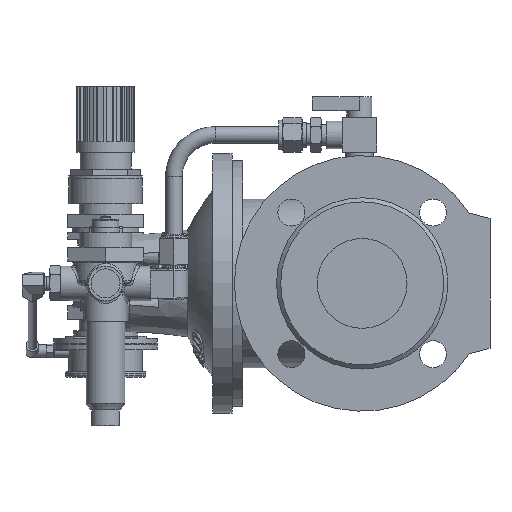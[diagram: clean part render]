
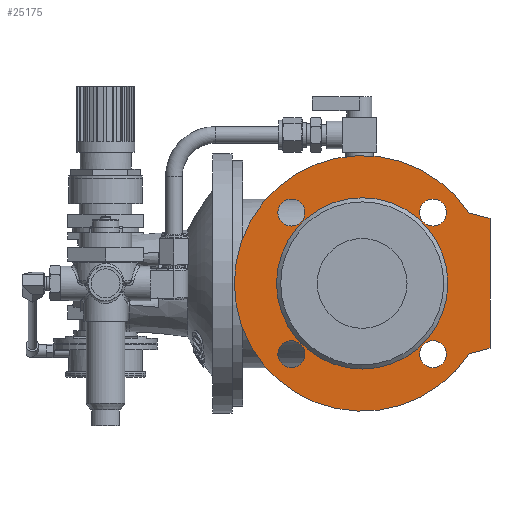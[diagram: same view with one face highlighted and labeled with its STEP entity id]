
A CAD part, left-side view. The second image highlights one B-rep face of the part: STEP entity #25175.
In plain terms, the highlighted planar face has unit normal (-1, 0, 0).
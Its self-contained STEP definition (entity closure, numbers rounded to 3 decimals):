
#2087 = VERTEX_POINT ( 'NONE', #6468 ) ;
#2088 = VERTEX_POINT ( 'NONE', #6469 ) ;
#2089 = VERTEX_POINT ( 'NONE', #6470 ) ;
#2090 = VERTEX_POINT ( 'NONE', #6471 ) ;
#2091 = VERTEX_POINT ( 'NONE', #6472 ) ;
#5785 = CARTESIAN_POINT ( 'NONE',  ( -142., -77.084, -51.131 ) ) ;
#5790 = CARTESIAN_POINT ( 'NONE',  ( -142., -77.084, 51.131 ) ) ;
#5795 = CARTESIAN_POINT ( 'NONE',  ( -142., -92.5, 47. ) ) ;
#5797 = CARTESIAN_POINT ( 'NONE',  ( -142., -92.5, -47. ) ) ;
#6468 = CARTESIAN_POINT ( 'NONE',  ( -142., 61.015, 51.265 ) ) ;
#6469 = CARTESIAN_POINT ( 'NONE',  ( -142., -61.015, -51.265 ) ) ;
#6470 = CARTESIAN_POINT ( 'NONE',  ( -142., 51.265, -61.015 ) ) ;
#6471 = CARTESIAN_POINT ( 'NONE',  ( -142., -51.265, 61.015 ) ) ;
#6472 = CARTESIAN_POINT ( 'NONE',  ( -142., 62., 0. ) ) ;
#12195 = AXIS2_PLACEMENT_3D ( 'NONE', #21239, #21240, #21241 ) ;
#12196 = AXIS2_PLACEMENT_3D ( 'NONE', #21243, #21244, #21245 ) ;
#12197 = AXIS2_PLACEMENT_3D ( 'NONE', #21250, #21251, #21252 ) ;
#12198 = AXIS2_PLACEMENT_3D ( 'NONE', #21253, #21254, #21255 ) ;
#12199 = AXIS2_PLACEMENT_3D ( 'NONE', #21257, #21258, #21259 ) ;
#12200 = AXIS2_PLACEMENT_3D ( 'NONE', #21261, #21262, #21263 ) ;
#17325 = CIRCLE ( 'NONE', #12196, 9.75 ) ;
#17326 = CIRCLE ( 'NONE', #12195, 9.75 ) ;
#17328 = LINE ( 'NONE', #21226, #17335 ) ;
#17329 = VECTOR ( 'NONE', #21246, 1000. ) ;
#17330 = LINE ( 'NONE', #21238, #17333 ) ;
#17331 = LINE ( 'NONE', #21228, #17329 ) ;
#17332 = CIRCLE ( 'NONE', #12197, 9.75 ) ;
#17333 = VECTOR ( 'NONE', #21247, 1000. ) ;
#17334 = CIRCLE ( 'NONE', #12200, 92.5 ) ;
#17335 = VECTOR ( 'NONE', #21248, 1000. ) ;
#17336 = CIRCLE ( 'NONE', #12199, 62. ) ;
#17337 = CIRCLE ( 'NONE', #12198, 9.75 ) ;
#21226 = CARTESIAN_POINT ( 'NONE',  ( -142., -92.5, -47. ) ) ;
#21228 = CARTESIAN_POINT ( 'NONE',  ( -142., -92.5, 47. ) ) ;
#21238 = CARTESIAN_POINT ( 'NONE',  ( -142., -92.5, 47. ) ) ;
#21239 = CARTESIAN_POINT ( 'NONE',  ( -142., 51.265, 51.265 ) ) ;
#21240 = DIRECTION ( 'NONE',  ( 1., 0., 0. ) ) ;
#21241 = DIRECTION ( 'NONE',  ( 0., 1., 0. ) ) ;
#21243 = CARTESIAN_POINT ( 'NONE',  ( -142., -51.265, -51.265 ) ) ;
#21244 = DIRECTION ( 'NONE',  ( 1., 0., 0. ) ) ;
#21245 = DIRECTION ( 'NONE',  ( 0., -1., 0. ) ) ;
#21246 = DIRECTION ( 'NONE',  ( 0., -0.966, -0.259 ) ) ;
#21247 = DIRECTION ( 'NONE',  ( 0., 0., -1. ) ) ;
#21248 = DIRECTION ( 'NONE',  ( 0., 0.966, -0.259 ) ) ;
#21250 = CARTESIAN_POINT ( 'NONE',  ( -142., 51.265, -51.265 ) ) ;
#21251 = DIRECTION ( 'NONE',  ( 1., 0., 0. ) ) ;
#21252 = DIRECTION ( 'NONE',  ( 0., 0., -1. ) ) ;
#21253 = CARTESIAN_POINT ( 'NONE',  ( -142., -51.265, 51.265 ) ) ;
#21254 = DIRECTION ( 'NONE',  ( 1., 0., 0. ) ) ;
#21255 = DIRECTION ( 'NONE',  ( 0., 0., 1. ) ) ;
#21257 = CARTESIAN_POINT ( 'NONE',  ( -142., 0., 0. ) ) ;
#21258 = DIRECTION ( 'NONE',  ( 1., 0., 0. ) ) ;
#21259 = DIRECTION ( 'NONE',  ( 0., 1., 0. ) ) ;
#21261 = CARTESIAN_POINT ( 'NONE',  ( -142., 0., 0. ) ) ;
#21262 = DIRECTION ( 'NONE',  ( 1., 0., 0. ) ) ;
#21263 = DIRECTION ( 'NONE',  ( 0., 0., -1. ) ) ;
#25175 = ADVANCED_FACE ( 'NONE', ( #35483, #35487, #35484, #35486, #35485, #35488 ), #38846, .F. ) ;
#28631 = EDGE_CURVE ( 'NONE', #2087, #2087, #17326, .T. ) ;
#28633 = EDGE_CURVE ( 'NONE', #2088, #2088, #17325, .T. ) ;
#28635 = EDGE_CURVE ( 'NONE', #35171, #35178, #17331, .T. ) ;
#28637 = EDGE_CURVE ( 'NONE', #35178, #35180, #17330, .T. ) ;
#28639 = EDGE_CURVE ( 'NONE', #35180, #35175, #17328, .T. ) ;
#28642 = EDGE_CURVE ( 'NONE', #2089, #2089, #17332, .T. ) ;
#28644 = EDGE_CURVE ( 'NONE', #2090, #2090, #17337, .T. ) ;
#28646 = EDGE_CURVE ( 'NONE', #2091, #2091, #17336, .T. ) ;
#28648 = EDGE_CURVE ( 'NONE', #35175, #35171, #17334, .T. ) ;
#34570 = AXIS2_PLACEMENT_3D ( 'NONE', #38847, #38837, #38849 ) ;
#35171 = VERTEX_POINT ( 'NONE', #5790 ) ;
#35175 = VERTEX_POINT ( 'NONE', #5785 ) ;
#35178 = VERTEX_POINT ( 'NONE', #5795 ) ;
#35180 = VERTEX_POINT ( 'NONE', #5797 ) ;
#35184 = EDGE_LOOP ( 'NONE', ( #36471, #36570, #36517, #36496 ) ) ;
#35185 = EDGE_LOOP ( 'NONE', ( #36561 ) ) ;
#35186 = EDGE_LOOP ( 'NONE', ( #36509 ) ) ;
#35187 = EDGE_LOOP ( 'NONE', ( #36579 ) ) ;
#35189 = EDGE_LOOP ( 'NONE', ( #36580 ) ) ;
#35193 = EDGE_LOOP ( 'NONE', ( #36584 ) ) ;
#35483 = FACE_BOUND ( 'NONE', #35189, .T. ) ;
#35484 = FACE_BOUND ( 'NONE', #35185, .T. ) ;
#35485 = FACE_BOUND ( 'NONE', #35187, .T. ) ;
#35486 = FACE_OUTER_BOUND ( 'NONE', #35184, .T. ) ;
#35487 = FACE_BOUND ( 'NONE', #35186, .T. ) ;
#35488 = FACE_BOUND ( 'NONE', #35193, .T. ) ;
#36471 = ORIENTED_EDGE ( 'NONE', *, *, #28648, .F. ) ;
#36496 = ORIENTED_EDGE ( 'NONE', *, *, #28635, .F. ) ;
#36509 = ORIENTED_EDGE ( 'NONE', *, *, #28642, .T. ) ;
#36517 = ORIENTED_EDGE ( 'NONE', *, *, #28637, .F. ) ;
#36561 = ORIENTED_EDGE ( 'NONE', *, *, #28646, .T. ) ;
#36570 = ORIENTED_EDGE ( 'NONE', *, *, #28639, .F. ) ;
#36579 = ORIENTED_EDGE ( 'NONE', *, *, #28633, .T. ) ;
#36580 = ORIENTED_EDGE ( 'NONE', *, *, #28644, .T. ) ;
#36584 = ORIENTED_EDGE ( 'NONE', *, *, #28631, .T. ) ;
#38837 = DIRECTION ( 'NONE',  ( 1., 0., 0. ) ) ;
#38846 = PLANE ( 'NONE',  #34570 ) ;
#38847 = CARTESIAN_POINT ( 'NONE',  ( -142., 0., 0. ) ) ;
#38849 = DIRECTION ( 'NONE',  ( 0., 0., -1. ) ) ;
